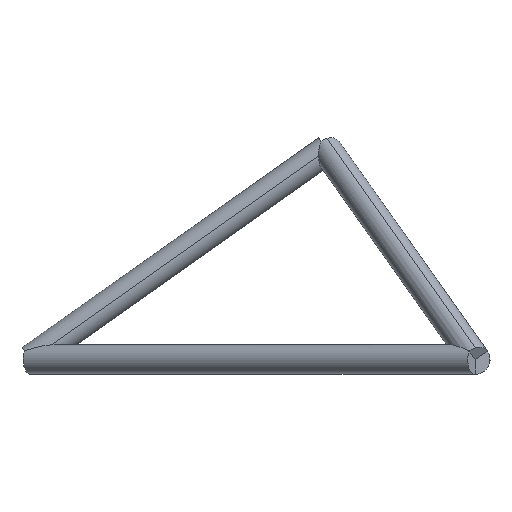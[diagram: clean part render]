
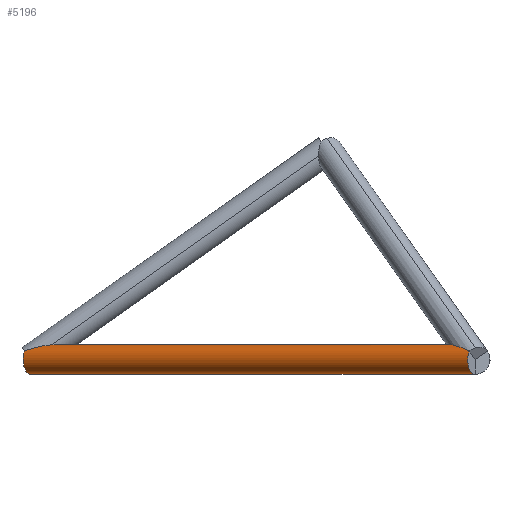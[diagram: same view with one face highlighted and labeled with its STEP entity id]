
A CAD part, left-side view. The second image highlights one B-rep face of the part: STEP entity #5196.
In plain terms, the highlighted cylindrical face has radius 5 mm (diameter 10 mm), a partial arc.
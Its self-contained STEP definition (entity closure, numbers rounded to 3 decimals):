
#806=CARTESIAN_POINT(' ',(-86.603,-50.,136.421));
#807=VERTEX_POINT(' ',#806);
#1016=CARTESIAN_POINT(' ',(0.,100.,136.421));
#1017=VERTEX_POINT(' ',#1016);
#3251=CARTESIAN_POINT(' ',(-3.536,102.041,144.308));
#3252=VERTEX_POINT(' ',#3251);
#3266=CARTESIAN_POINT(' ',(-5.,93.031,146.349));
#3271=CARTESIAN_POINT(' ',(-5.,94.946,146.185));
#3276=CARTESIAN_POINT(' ',(-4.708,97.27,145.733));
#3281=CARTESIAN_POINT(' ',(-3.987,100.426,144.838));
#3286=CARTESIAN_POINT(' ',(-3.774,101.239,144.583));
#3291=CARTESIAN_POINT(' ',(-3.536,102.041,144.308));
#3296=B_SPLINE_CURVE_WITH_KNOTS('',3,(#3266,#3271,#3276,#3281,#3286,#3291),.UNSPECIFIED.,.F.,.U.,(4,2,4),(0.,0.743,1.),.UNSPECIFIED.);
#3301=CARTESIAN_POINT(' ',(-5.,93.031,146.349));
#3302=VERTEX_POINT(' ',#3301);
#3306=EDGE_CURVE(' ',#3302,#3252,#3296,.T.);
#3606=CARTESIAN_POINT(' ',(4.115,92.303,138.518));
#3611=DIRECTION(' ',(-0.653,-0.065,-0.754));
#3616=DIRECTION(' ',(-0.751,-0.07,0.656));
#3621=AXIS2_PLACEMENT_3D(' ',#3606,#3611,#3616);
#3626=CIRCLE('',#3621,12.039);
#3631=CARTESIAN_POINT(' ',(-4.928,91.464,146.421));
#3632=VERTEX_POINT(' ',#3631);
#3636=EDGE_CURVE(' ',#3632,#3302,#3626,.T.);
#3861=CARTESIAN_POINT(' ',(-81.675,-41.464,146.421));
#3862=VERTEX_POINT(' ',#3861);
#3876=CARTESIAN_POINT(' ',(-90.138,-47.959,144.308));
#3881=CARTESIAN_POINT(' ',(-88.114,-45.822,145.276));
#3886=CARTESIAN_POINT(' ',(-85.8,-43.883,145.984));
#3891=CARTESIAN_POINT(' ',(-83.001,-42.128,146.371));
#3896=CARTESIAN_POINT(' ',(-82.314,-41.754,146.421));
#3901=CARTESIAN_POINT(' ',(-81.675,-41.464,146.421));
#3906=B_SPLINE_CURVE_WITH_KNOTS('',3,(#3876,#3881,#3886,#3891,#3896,#3901),.UNSPECIFIED.,.F.,.U.,(4,2,4),(0.,0.743,1.),.UNSPECIFIED.);
#3911=CARTESIAN_POINT(' ',(-90.138,-47.959,144.308));
#3912=VERTEX_POINT(' ',#3911);
#3916=EDGE_CURVE(' ',#3912,#3862,#3906,.T.);
#4281=CARTESIAN_POINT(' ',(-86.603,-50.,136.421));
#4286=DIRECTION(' ',(0.5,0.866,0.));
#4291=VECTOR(' ',#4286,1.);
#4296=LINE('',#4281,#4291);
#4301=EDGE_CURVE(' ',#807,#1017,#4296,.T.);
#4321=CARTESIAN_POINT(' ',(-81.675,-41.464,146.421));
#4326=DIRECTION(' ',(0.5,0.866,0.));
#4331=VECTOR(' ',#4326,1.);
#4336=LINE('',#4321,#4331);
#4341=EDGE_CURVE(' ',#3862,#3632,#4336,.T.);
#4736=CARTESIAN_POINT(' ',(-86.603,-50.,141.421));
#4741=DIRECTION(' ',(0.5,0.866,0.));
#4746=DIRECTION(' ',(0.,0.,-1.));
#4751=AXIS2_PLACEMENT_3D(' ',#4736,#4741,#4746);
#4756=CIRCLE('',#4751,5.);
#4761=EDGE_CURVE(' ',#807,#3912,#4756,.T.);
#4881=CARTESIAN_POINT(' ',(0.,100.,141.421));
#4886=DIRECTION(' ',(-0.5,-0.866,0.));
#4891=DIRECTION(' ',(-0.707,0.408,0.577));
#4896=AXIS2_PLACEMENT_3D(' ',#4881,#4886,#4891);
#4901=CIRCLE('',#4896,5.);
#4906=EDGE_CURVE(' ',#3252,#1017,#4901,.T.);
#5126=CARTESIAN_POINT(' ',(0.,100.,141.421));
#5131=DIRECTION(' ',(-0.5,-0.866,0.));
#5136=DIRECTION(' ',(0.,0.,1.));
#5141=AXIS2_PLACEMENT_3D(' ',#5126,#5131,#5136);
#5146=CYLINDRICAL_SURFACE(' ',#5141,5.);
#5151=ORIENTED_EDGE(' ',*,*,#4301,.F.);
#5156=ORIENTED_EDGE(' ',*,*,#4761,.T.);
#5161=ORIENTED_EDGE(' ',*,*,#3916,.T.);
#5166=ORIENTED_EDGE(' ',*,*,#4341,.T.);
#5171=ORIENTED_EDGE(' ',*,*,#3636,.T.);
#5176=ORIENTED_EDGE(' ',*,*,#3306,.T.);
#5181=ORIENTED_EDGE(' ',*,*,#4906,.T.);
#5186=EDGE_LOOP(' ',(#5151,#5156,#5161,#5166,#5171,#5176,#5181));
#5191=FACE_OUTER_BOUND(' ',#5186,.T.);
#5196=ADVANCED_FACE('',(#5191),#5146,.T.);
